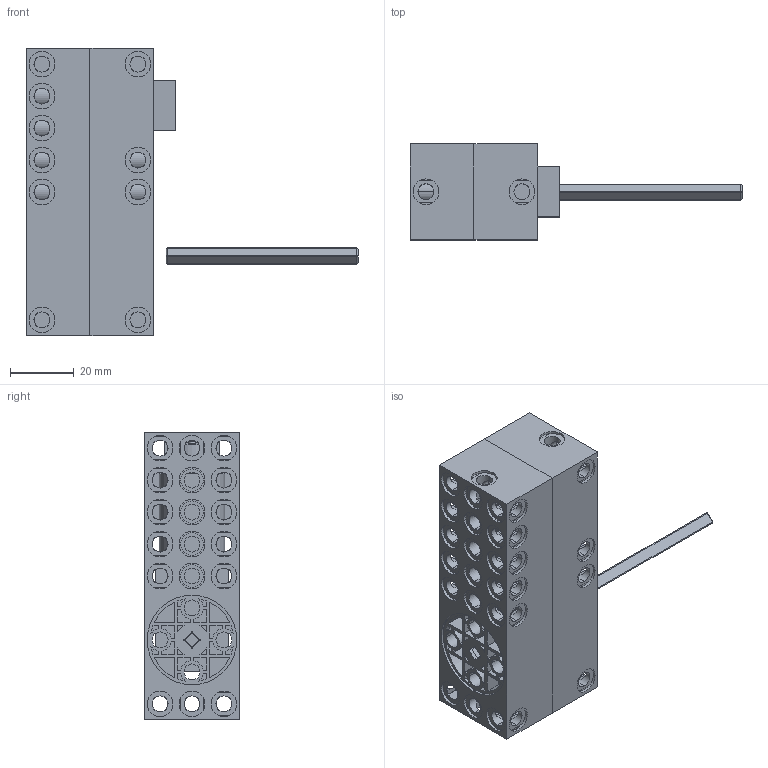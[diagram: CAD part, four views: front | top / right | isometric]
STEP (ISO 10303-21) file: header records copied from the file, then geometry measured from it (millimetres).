
FILE_DESCRIPTION (( 'STEP AP214' ), '1' );
FILE_NAME ('motor_.STEP', '2019-03-27T18:04:47', ( '' ), ( '' ), 'SwSTEP 2.0', 'SolidWorks 2019', '' );
FILE_SCHEMA (( 'AUTOMOTIVE_DESIGN' ));
Length unit declared in the file: millimetre
Products named in the file (10): MOcA_1; AXp6s; rj45_vert; Magnet_ring^motor; motor_; gearbox^motor; MOhA; MOcA_2; ff130-13200; PCB^motor
Assembly tree (10 placements, depth 2):
  motor_
    rj45_vert
    MOhA  x2
    MOcA_1
    MOcA_2
    ff130-13200
    Magnet_ring^motor
    gearbox^motor
    PCB^motor
    AXp6s
Bounding box: 103.82 x 30 x 90 mm (x, y, z)
Volume: 51326.3 mm3; surface area: 56121.2 mm2
Topology: 10 solids, 10 shells, 1635 faces, 3857 edges, 2365 vertices
Faces by surface type: plane 1078, cylinder 530, bspline 12, torus 11, cone 4
Entity records: 40519 total; most frequent: CARTESIAN_POINT 7371, DIRECTION 6520, ORIENTED_EDGE 6394, EDGE_CURVE 3197, LINE 2324, VECTOR 2324, AXIS2_PLACEMENT_3D 2098, VERTEX_POINT 1933
